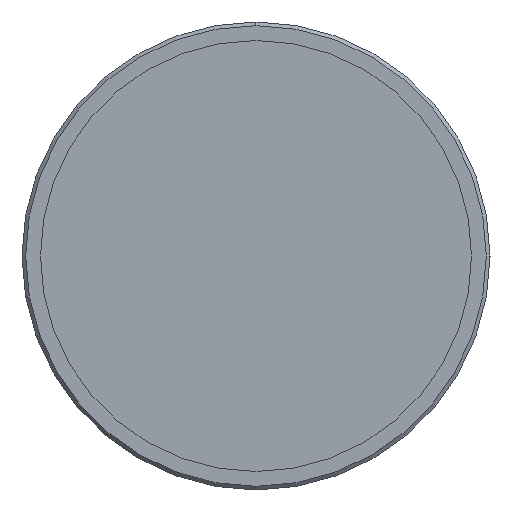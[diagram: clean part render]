
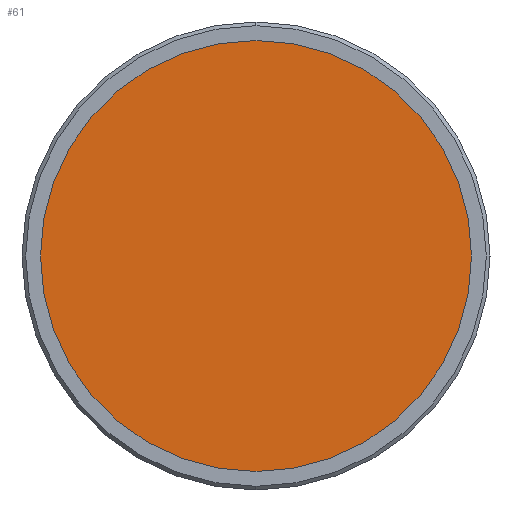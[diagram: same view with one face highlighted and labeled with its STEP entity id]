
A CAD part, left-side view. The second image highlights one B-rep face of the part: STEP entity #61.
In plain terms, the highlighted planar face has unit normal (-1, 0, 0).
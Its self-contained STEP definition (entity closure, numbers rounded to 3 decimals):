
#9 = DIRECTION ( 'NONE',  ( 0., 0., 1. ) ) ;
#45 = ORIENTED_EDGE ( 'NONE', *, *, #410, .T. ) ;
#61 = ADVANCED_FACE ( 'NONE', ( #889 ), #382, .T. ) ;
#90 = DIRECTION ( 'NONE',  ( -1., 0., 0. ) ) ;
#174 = ORIENTED_EDGE ( 'NONE', *, *, #326, .T. ) ;
#241 = CARTESIAN_POINT ( 'NONE',  ( 2.5, 0., 0. ) ) ;
#326 = EDGE_CURVE ( 'NONE', #800, #749, #765, .T. ) ;
#338 = AXIS2_PLACEMENT_3D ( 'NONE', #241, #825, #600 ) ;
#380 = CARTESIAN_POINT ( 'NONE',  ( 2.5, 0., 0. ) ) ;
#382 = PLANE ( 'NONE',  #338 ) ;
#410 = EDGE_CURVE ( 'NONE', #749, #800, #543, .T. ) ;
#445 = EDGE_LOOP ( 'NONE', ( #174, #45 ) ) ;
#451 = DIRECTION ( 'NONE',  ( -1., 0., 0. ) ) ;
#455 = DIRECTION ( 'NONE',  ( 0., 0., 1. ) ) ;
#508 = AXIS2_PLACEMENT_3D ( 'NONE', #380, #90, #455 ) ;
#543 = CIRCLE ( 'NONE', #691, 17.5 ) ;
#570 = CARTESIAN_POINT ( 'NONE',  ( 2.5, 0., -17.5 ) ) ;
#600 = DIRECTION ( 'NONE',  ( 0., 0., 1. ) ) ;
#669 = CARTESIAN_POINT ( 'NONE',  ( 2.5, 0., 0. ) ) ;
#691 = AXIS2_PLACEMENT_3D ( 'NONE', #669, #451, #9 ) ;
#749 = VERTEX_POINT ( 'NONE', #570 ) ;
#765 = CIRCLE ( 'NONE', #508, 17.5 ) ;
#786 = CARTESIAN_POINT ( 'NONE',  ( 2.5, 0., 17.5 ) ) ;
#800 = VERTEX_POINT ( 'NONE', #786 ) ;
#825 = DIRECTION ( 'NONE',  ( -1., 0., 0. ) ) ;
#889 = FACE_OUTER_BOUND ( 'NONE', #445, .T. ) ;
